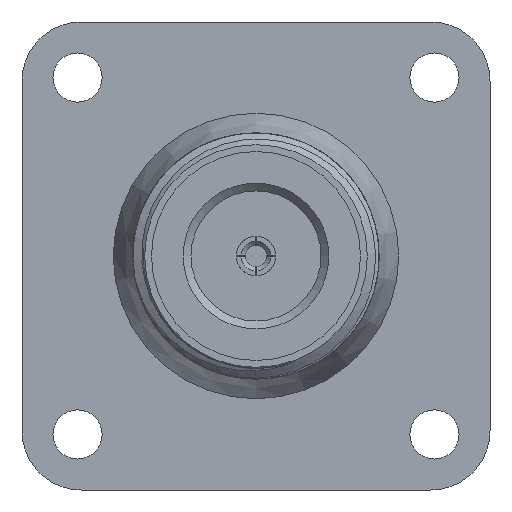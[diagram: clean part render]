
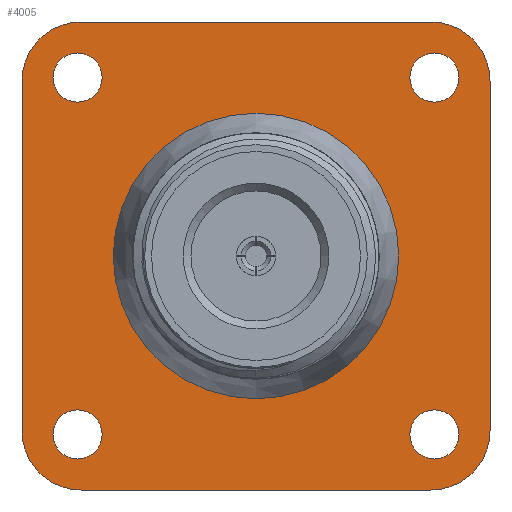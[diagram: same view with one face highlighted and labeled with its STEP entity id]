
A CAD part, left-side view. The second image highlights one B-rep face of the part: STEP entity #4005.
In plain terms, the highlighted planar face has unit normal (-1, 0, 0).
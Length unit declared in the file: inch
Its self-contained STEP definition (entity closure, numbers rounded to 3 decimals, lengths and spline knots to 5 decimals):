
#81 = DIRECTION ( 'NONE',  ( -1., 0., 0. ) ) ;
#86 = CIRCLE ( 'NONE', #2895, 0.0625 ) ;
#110 = AXIS2_PLACEMENT_3D ( 'NONE', #1515, #4491, #4992 ) ;
#164 = LINE ( 'NONE', #1902, #4509 ) ;
#175 = CIRCLE ( 'NONE', #4004, 0.36232 ) ;
#200 = AXIS2_PLACEMENT_3D ( 'NONE', #594, #2193, #1770 ) ;
#222 = CARTESIAN_POINT ( 'NONE',  ( 1.087, 0.453, 0.3905 ) ) ;
#232 = ORIENTED_EDGE ( 'NONE', *, *, #1355, .T. ) ;
#280 = ORIENTED_EDGE ( 'NONE', *, *, #4010, .T. ) ;
#342 = ORIENTED_EDGE ( 'NONE', *, *, #4665, .T. ) ;
#356 = FACE_BOUND ( 'NONE', #5546, .T. ) ;
#370 = EDGE_CURVE ( 'NONE', #5368, #2794, #5384, .T. ) ;
#392 = ORIENTED_EDGE ( 'NONE', *, *, #2429, .T. ) ;
#470 = CARTESIAN_POINT ( 'NONE',  ( 1.087, 0.444, -0.444 ) ) ;
#473 = CARTESIAN_POINT ( 'NONE',  ( 1.087, 0.453, -0.453 ) ) ;
#573 = VERTEX_POINT ( 'NONE', #4011 ) ;
#574 = ORIENTED_EDGE ( 'NONE', *, *, #5405, .F. ) ;
#594 = CARTESIAN_POINT ( 'NONE',  ( 1.087, -0.444, -0.444 ) ) ;
#662 = DIRECTION ( 'NONE',  ( 0., -1., 0. ) ) ;
#736 = CARTESIAN_POINT ( 'NONE',  ( 1.087, -0.594, -0.594 ) ) ;
#738 = CARTESIAN_POINT ( 'NONE',  ( 1.087, -0.594, -0.444 ) ) ;
#741 = VERTEX_POINT ( 'NONE', #1079 ) ;
#755 = EDGE_CURVE ( 'NONE', #573, #573, #3464, .T. ) ;
#774 = EDGE_LOOP ( 'NONE', ( #2650 ) ) ;
#791 = FACE_OUTER_BOUND ( 'NONE', #2959, .T. ) ;
#828 = DIRECTION ( 'NONE',  ( 0., 0., 1. ) ) ;
#953 = CARTESIAN_POINT ( 'NONE',  ( 1.087, 0., 0. ) ) ;
#1004 = AXIS2_PLACEMENT_3D ( 'NONE', #1560, #4108, #3747 ) ;
#1079 = CARTESIAN_POINT ( 'NONE',  ( 1.087, 0., 0.36232 ) ) ;
#1151 = CARTESIAN_POINT ( 'NONE',  ( 1.087, 0.594, -0.444 ) ) ;
#1262 = ORIENTED_EDGE ( 'NONE', *, *, #3863, .T. ) ;
#1315 = DIRECTION ( 'NONE',  ( 0., 0., -1. ) ) ;
#1336 = ORIENTED_EDGE ( 'NONE', *, *, #5327, .T. ) ;
#1355 = EDGE_CURVE ( 'NONE', #2873, #3941, #4035, .T. ) ;
#1387 = CARTESIAN_POINT ( 'NONE',  ( 1.087, -0.444, -0.594 ) ) ;
#1490 = DIRECTION ( 'NONE',  ( 0., 1., 0. ) ) ;
#1513 = CIRCLE ( 'NONE', #3691, 0.15 ) ;
#1515 = CARTESIAN_POINT ( 'NONE',  ( 1.087, -0.453, 0.453 ) ) ;
#1560 = CARTESIAN_POINT ( 'NONE',  ( 1.087, -0.453, -0.453 ) ) ;
#1620 = DIRECTION ( 'NONE',  ( 0., 0., -1. ) ) ;
#1662 = CARTESIAN_POINT ( 'NONE',  ( 1.087, 0.453, -0.5155 ) ) ;
#1690 = ORIENTED_EDGE ( 'NONE', *, *, #1957, .T. ) ;
#1713 = LINE ( 'NONE', #736, #3935 ) ;
#1757 = EDGE_LOOP ( 'NONE', ( #280 ) ) ;
#1770 = DIRECTION ( 'NONE',  ( 0., 0., -1. ) ) ;
#1887 = EDGE_CURVE ( 'NONE', #3941, #5234, #4712, .T. ) ;
#1902 = CARTESIAN_POINT ( 'NONE',  ( 1.087, -0.594, -0.594 ) ) ;
#1957 = EDGE_CURVE ( 'NONE', #2794, #4604, #1713, .T. ) ;
#2131 = PLANE ( 'NONE',  #2925 ) ;
#2139 = ORIENTED_EDGE ( 'NONE', *, *, #1887, .T. ) ;
#2193 = DIRECTION ( 'NONE',  ( -1., 0., 0. ) ) ;
#2238 = DIRECTION ( 'NONE',  ( 0., 0., -1. ) ) ;
#2429 = EDGE_CURVE ( 'NONE', #5214, #5368, #164, .T. ) ;
#2465 = VECTOR ( 'NONE', #1315, 39.37008 ) ;
#2473 = DIRECTION ( 'NONE',  ( 1., 0., 0. ) ) ;
#2484 = VERTEX_POINT ( 'NONE', #1662 ) ;
#2507 = VERTEX_POINT ( 'NONE', #3283 ) ;
#2519 = AXIS2_PLACEMENT_3D ( 'NONE', #470, #5311, #4837 ) ;
#2569 = CIRCLE ( 'NONE', #4033, 0.0625 ) ;
#2575 = AXIS2_PLACEMENT_3D ( 'NONE', #3683, #3231, #3281 ) ;
#2589 = DIRECTION ( 'NONE',  ( 0., 0., 1. ) ) ;
#2621 = ORIENTED_EDGE ( 'NONE', *, *, #2876, .T. ) ;
#2650 = ORIENTED_EDGE ( 'NONE', *, *, #755, .T. ) ;
#2668 = CARTESIAN_POINT ( 'NONE',  ( 1.087, -0.444, 0.444 ) ) ;
#2671 = DIRECTION ( 'NONE',  ( 0., 0., -1. ) ) ;
#2794 = VERTEX_POINT ( 'NONE', #738 ) ;
#2816 = VERTEX_POINT ( 'NONE', #3299 ) ;
#2873 = VERTEX_POINT ( 'NONE', #3119 ) ;
#2876 = EDGE_CURVE ( 'NONE', #5234, #5214, #3156, .T. ) ;
#2893 = DIRECTION ( 'NONE',  ( 0., 0., -1. ) ) ;
#2895 = AXIS2_PLACEMENT_3D ( 'NONE', #473, #4381, #2671 ) ;
#2896 = EDGE_CURVE ( 'NONE', #4604, #2507, #1513, .T. ) ;
#2925 = AXIS2_PLACEMENT_3D ( 'NONE', #5186, #5604, #2893 ) ;
#2946 = EDGE_LOOP ( 'NONE', ( #1336 ) ) ;
#2959 = EDGE_LOOP ( 'NONE', ( #392, #3854, #1690, #5564, #342, #232, #2139, #2621 ) ) ;
#3028 = CARTESIAN_POINT ( 'NONE',  ( 1.087, 0.594, -0.594 ) ) ;
#3114 = CARTESIAN_POINT ( 'NONE',  ( 1.087, -0.594, 0.594 ) ) ;
#3119 = CARTESIAN_POINT ( 'NONE',  ( 1.087, 0.444, 0.594 ) ) ;
#3156 = CIRCLE ( 'NONE', #2519, 0.15 ) ;
#3231 = DIRECTION ( 'NONE',  ( -1., 0., 0. ) ) ;
#3281 = DIRECTION ( 'NONE',  ( 0., 0., -1. ) ) ;
#3283 = CARTESIAN_POINT ( 'NONE',  ( 1.087, -0.444, 0.594 ) ) ;
#3299 = CARTESIAN_POINT ( 'NONE',  ( 1.087, -0.453, 0.3905 ) ) ;
#3322 = FACE_BOUND ( 'NONE', #774, .T. ) ;
#3352 = FACE_BOUND ( 'NONE', #2946, .T. ) ;
#3464 = CIRCLE ( 'NONE', #1004, 0.0625 ) ;
#3505 = VECTOR ( 'NONE', #1490, 39.37008 ) ;
#3683 = CARTESIAN_POINT ( 'NONE',  ( 1.087, 0.444, 0.444 ) ) ;
#3691 = AXIS2_PLACEMENT_3D ( 'NONE', #2668, #4406, #2238 ) ;
#3747 = DIRECTION ( 'NONE',  ( 0., 0., -1. ) ) ;
#3757 = VERTEX_POINT ( 'NONE', #222 ) ;
#3854 = ORIENTED_EDGE ( 'NONE', *, *, #370, .T. ) ;
#3863 = EDGE_CURVE ( 'NONE', #2816, #2816, #4757, .T. ) ;
#3935 = VECTOR ( 'NONE', #828, 39.37008 ) ;
#3941 = VERTEX_POINT ( 'NONE', #4745 ) ;
#4004 = AXIS2_PLACEMENT_3D ( 'NONE', #953, #81, #2589 ) ;
#4005 = ADVANCED_FACE ( 'NONE', ( #3352, #356, #5516, #3322, #5067, #791 ), #2131, .F. ) ;
#4010 = EDGE_CURVE ( 'NONE', #3757, #3757, #2569, .T. ) ;
#4011 = CARTESIAN_POINT ( 'NONE',  ( 1.087, -0.453, -0.5155 ) ) ;
#4033 = AXIS2_PLACEMENT_3D ( 'NONE', #5571, #2473, #1620 ) ;
#4035 = CIRCLE ( 'NONE', #2575, 0.15 ) ;
#4108 = DIRECTION ( 'NONE',  ( 1., 0., 0. ) ) ;
#4381 = DIRECTION ( 'NONE',  ( 1., 0., 0. ) ) ;
#4406 = DIRECTION ( 'NONE',  ( -1., 0., 0. ) ) ;
#4491 = DIRECTION ( 'NONE',  ( 1., 0., 0. ) ) ;
#4509 = VECTOR ( 'NONE', #662, 39.37008 ) ;
#4520 = LINE ( 'NONE', #3114, #3505 ) ;
#4604 = VERTEX_POINT ( 'NONE', #5334 ) ;
#4665 = EDGE_CURVE ( 'NONE', #2507, #2873, #4520, .T. ) ;
#4712 = LINE ( 'NONE', #3028, #2465 ) ;
#4745 = CARTESIAN_POINT ( 'NONE',  ( 1.087, 0.594, 0.444 ) ) ;
#4757 = CIRCLE ( 'NONE', #110, 0.0625 ) ;
#4837 = DIRECTION ( 'NONE',  ( 0., 0., -1. ) ) ;
#4992 = DIRECTION ( 'NONE',  ( 0., 0., -1. ) ) ;
#5029 = EDGE_LOOP ( 'NONE', ( #574 ) ) ;
#5067 = FACE_BOUND ( 'NONE', #5029, .T. ) ;
#5123 = CARTESIAN_POINT ( 'NONE',  ( 1.087, 0.444, -0.594 ) ) ;
#5186 = CARTESIAN_POINT ( 'NONE',  ( 1.087, 0.36232, 0. ) ) ;
#5214 = VERTEX_POINT ( 'NONE', #5123 ) ;
#5234 = VERTEX_POINT ( 'NONE', #1151 ) ;
#5311 = DIRECTION ( 'NONE',  ( -1., 0., 0. ) ) ;
#5327 = EDGE_CURVE ( 'NONE', #2484, #2484, #86, .T. ) ;
#5334 = CARTESIAN_POINT ( 'NONE',  ( 1.087, -0.594, 0.444 ) ) ;
#5368 = VERTEX_POINT ( 'NONE', #1387 ) ;
#5384 = CIRCLE ( 'NONE', #200, 0.15 ) ;
#5405 = EDGE_CURVE ( 'NONE', #741, #741, #175, .T. ) ;
#5516 = FACE_BOUND ( 'NONE', #1757, .T. ) ;
#5546 = EDGE_LOOP ( 'NONE', ( #1262 ) ) ;
#5564 = ORIENTED_EDGE ( 'NONE', *, *, #2896, .T. ) ;
#5571 = CARTESIAN_POINT ( 'NONE',  ( 1.087, 0.453, 0.453 ) ) ;
#5604 = DIRECTION ( 'NONE',  ( 1., 0., 0. ) ) ;
